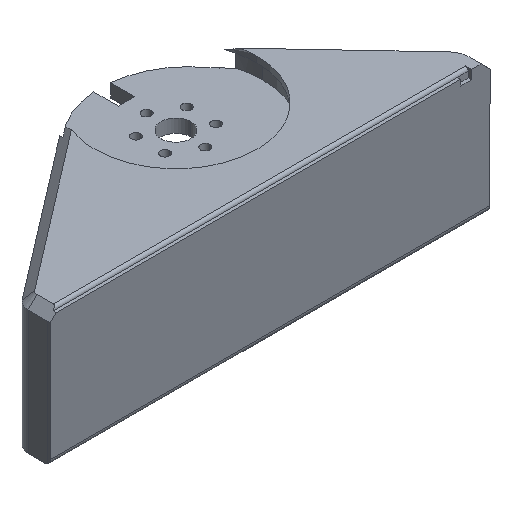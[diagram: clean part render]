
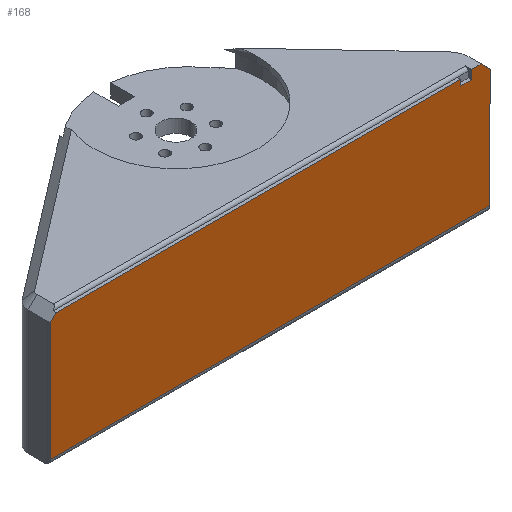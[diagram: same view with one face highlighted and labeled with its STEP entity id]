
A CAD part, isometric view. The second image highlights one B-rep face of the part: STEP entity #168.
In plain terms, the highlighted planar face has unit normal (0, -1, 0).
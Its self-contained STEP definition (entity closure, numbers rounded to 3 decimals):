
#13 = CARTESIAN_POINT ( 'NONE',  ( -85.878, -34.546, 7. ) ) ;
#138 = LINE ( 'NONE', #1173, #742 ) ;
#154 = DIRECTION ( 'NONE',  ( -0.707, 0., -0.707 ) ) ;
#155 = CARTESIAN_POINT ( 'NONE',  ( -87.878, -34.546, 5. ) ) ;
#168 = ADVANCED_FACE ( 'NONE', ( #2017 ), #1861, .T. ) ;
#173 = EDGE_CURVE ( 'NONE', #1978, #1197, #138, .T. ) ;
#264 = CARTESIAN_POINT ( 'NONE',  ( 54.395, -34.546, 4.701 ) ) ;
#301 = VERTEX_POINT ( 'NONE', #1027 ) ;
#323 = ORIENTED_EDGE ( 'NONE', *, *, #1666, .T. ) ;
#330 = CARTESIAN_POINT ( 'NONE',  ( 57.624, -34.546, 8. ) ) ;
#346 = LINE ( 'NONE', #1762, #1453 ) ;
#389 = VERTEX_POINT ( 'NONE', #745 ) ;
#433 = DIRECTION ( 'NONE',  ( -1., 0., 0. ) ) ;
#448 = CARTESIAN_POINT ( 'NONE',  ( 325.11, -34.546, -37. ) ) ;
#480 = DIRECTION ( 'NONE',  ( 0., -1., 0. ) ) ;
#498 = LINE ( 'NONE', #2286, #532 ) ;
#532 = VECTOR ( 'NONE', #1194, 1000. ) ;
#630 = EDGE_CURVE ( 'NONE', #775, #1792, #1661, .T. ) ;
#654 = CARTESIAN_POINT ( 'NONE',  ( 54.395, -34.546, 5. ) ) ;
#659 = EDGE_CURVE ( 'NONE', #661, #2125, #1330, .T. ) ;
#661 = VERTEX_POINT ( 'NONE', #1135 ) ;
#664 = CARTESIAN_POINT ( 'NONE',  ( 97.616, -34.546, 190.494 ) ) ;
#673 = LINE ( 'NONE', #1578, #1151 ) ;
#707 = LINE ( 'NONE', #2088, #1498 ) ;
#742 = VECTOR ( 'NONE', #1713, 1000. ) ;
#745 = CARTESIAN_POINT ( 'NONE',  ( 50.688, -34.546, 5. ) ) ;
#775 = VERTEX_POINT ( 'NONE', #654 ) ;
#788 = DIRECTION ( 'NONE',  ( 0., 0., 1. ) ) ;
#809 = EDGE_CURVE ( 'NONE', #2125, #1978, #2240, .T. ) ;
#810 = ORIENTED_EDGE ( 'NONE', *, *, #173, .T. ) ;
#835 = VERTEX_POINT ( 'NONE', #2067 ) ;
#837 = CARTESIAN_POINT ( 'NONE',  ( 60.639, -34.546, 5. ) ) ;
#847 = CARTESIAN_POINT ( 'NONE',  ( 59.635, -34.546, 6.001 ) ) ;
#878 = B_SPLINE_CURVE_WITH_KNOTS ( 'NONE', 3,
 ( #837, #847, #2246, #330 ),
 .UNSPECIFIED., .F., .F.,
 ( 4, 4 ),
 ( 0., 0.004 ),
 .UNSPECIFIED. ) ;
#975 = DIRECTION ( 'NONE',  ( 0., 0., -1. ) ) ;
#1021 = CARTESIAN_POINT ( 'NONE',  ( -87.845, -34.546, 5. ) ) ;
#1027 = CARTESIAN_POINT ( 'NONE',  ( 57.624, -34.546, 8. ) ) ;
#1095 = ORIENTED_EDGE ( 'NONE', *, *, #1228, .T. ) ;
#1109 = ORIENTED_EDGE ( 'NONE', *, *, #1304, .T. ) ;
#1135 = CARTESIAN_POINT ( 'NONE',  ( 50.688, -34.546, 7. ) ) ;
#1151 = VECTOR ( 'NONE', #1896, 1000. ) ;
#1173 = CARTESIAN_POINT ( 'NONE',  ( -87.878, -34.546, 5. ) ) ;
#1177 = CARTESIAN_POINT ( 'NONE',  ( -87.845, -34.546, -34.154 ) ) ;
#1184 = VERTEX_POINT ( 'NONE', #2270 ) ;
#1194 = DIRECTION ( 'NONE',  ( 0., 0., 1. ) ) ;
#1197 = VERTEX_POINT ( 'NONE', #1021 ) ;
#1222 = VECTOR ( 'NONE', #1729, 1000. ) ;
#1228 = EDGE_CURVE ( 'NONE', #301, #1792, #673, .T. ) ;
#1287 = EDGE_CURVE ( 'NONE', #1197, #1184, #1905, .T. ) ;
#1304 = EDGE_CURVE ( 'NONE', #835, #301, #878, .T. ) ;
#1329 = EDGE_CURVE ( 'NONE', #389, #661, #1707, .T. ) ;
#1330 = LINE ( 'NONE', #2014, #1820 ) ;
#1337 = ORIENTED_EDGE ( 'NONE', *, *, #1651, .T. ) ;
#1453 = VECTOR ( 'NONE', #1754, 1000. ) ;
#1498 = VECTOR ( 'NONE', #1723, 1000. ) ;
#1530 = VECTOR ( 'NONE', #1947, 1000. ) ;
#1559 = AXIS2_PLACEMENT_3D ( 'NONE', #448, #480, #975 ) ;
#1578 = CARTESIAN_POINT ( 'NONE',  ( 325.11, -34.546, 8. ) ) ;
#1610 = CARTESIAN_POINT ( 'NONE',  ( 50.688, -34.546, 7. ) ) ;
#1616 = CARTESIAN_POINT ( 'NONE',  ( 54.395, -34.546, 8. ) ) ;
#1651 = EDGE_CURVE ( 'NONE', #1184, #1938, #346, .T. ) ;
#1652 = ORIENTED_EDGE ( 'NONE', *, *, #2083, .T. ) ;
#1661 = LINE ( 'NONE', #264, #1814 ) ;
#1666 = EDGE_CURVE ( 'NONE', #1938, #835, #498, .T. ) ;
#1680 = CARTESIAN_POINT ( 'NONE',  ( 60.639, -34.546, -35. ) ) ;
#1685 = ORIENTED_EDGE ( 'NONE', *, *, #1287, .T. ) ;
#1707 = LINE ( 'NONE', #1610, #1530 ) ;
#1713 = DIRECTION ( 'NONE',  ( 1., 0., 0. ) ) ;
#1723 = DIRECTION ( 'NONE',  ( -1., 0., 0. ) ) ;
#1729 = DIRECTION ( 'NONE',  ( 0., 0., -1. ) ) ;
#1754 = DIRECTION ( 'NONE',  ( 1., 0., 0. ) ) ;
#1762 = CARTESIAN_POINT ( 'NONE',  ( 325.11, -34.546, -35. ) ) ;
#1791 = EDGE_LOOP ( 'NONE', ( #323, #1109, #1095, #1854, #1652, #2154, #2166, #1985, #810, #1685, #1337 ) ) ;
#1792 = VERTEX_POINT ( 'NONE', #1616 ) ;
#1814 = VECTOR ( 'NONE', #788, 1000. ) ;
#1820 = VECTOR ( 'NONE', #433, 1000. ) ;
#1854 = ORIENTED_EDGE ( 'NONE', *, *, #630, .F. ) ;
#1861 = PLANE ( 'NONE',  #1559 ) ;
#1890 = VECTOR ( 'NONE', #154, 1000. ) ;
#1896 = DIRECTION ( 'NONE',  ( -1., 0., 0. ) ) ;
#1905 = LINE ( 'NONE', #1177, #1222 ) ;
#1938 = VERTEX_POINT ( 'NONE', #1680 ) ;
#1947 = DIRECTION ( 'NONE',  ( 0., 0., 1. ) ) ;
#1978 = VERTEX_POINT ( 'NONE', #155 ) ;
#1985 = ORIENTED_EDGE ( 'NONE', *, *, #809, .T. ) ;
#2014 = CARTESIAN_POINT ( 'NONE',  ( -87.878, -34.546, 7. ) ) ;
#2017 = FACE_OUTER_BOUND ( 'NONE', #1791, .T. ) ;
#2067 = CARTESIAN_POINT ( 'NONE',  ( 60.639, -34.546, 5. ) ) ;
#2083 = EDGE_CURVE ( 'NONE', #775, #389, #707, .T. ) ;
#2088 = CARTESIAN_POINT ( 'NONE',  ( 325.11, -34.546, 5. ) ) ;
#2125 = VERTEX_POINT ( 'NONE', #13 ) ;
#2154 = ORIENTED_EDGE ( 'NONE', *, *, #1329, .T. ) ;
#2166 = ORIENTED_EDGE ( 'NONE', *, *, #659, .T. ) ;
#2240 = LINE ( 'NONE', #664, #1890 ) ;
#2246 = CARTESIAN_POINT ( 'NONE',  ( 58.63, -34.546, 7.001 ) ) ;
#2270 = CARTESIAN_POINT ( 'NONE',  ( -87.845, -34.546, -35. ) ) ;
#2286 = CARTESIAN_POINT ( 'NONE',  ( 60.639, -34.546, 4.701 ) ) ;
